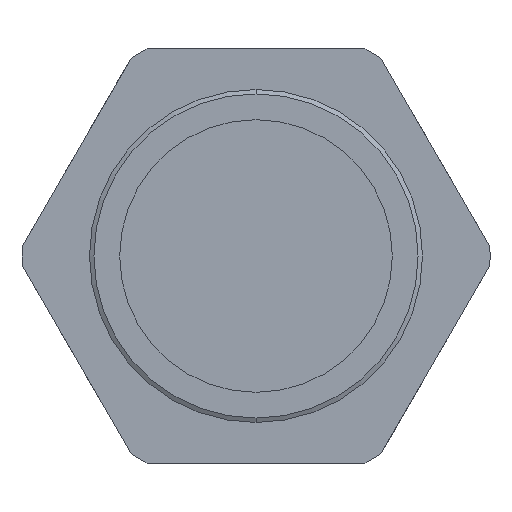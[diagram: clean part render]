
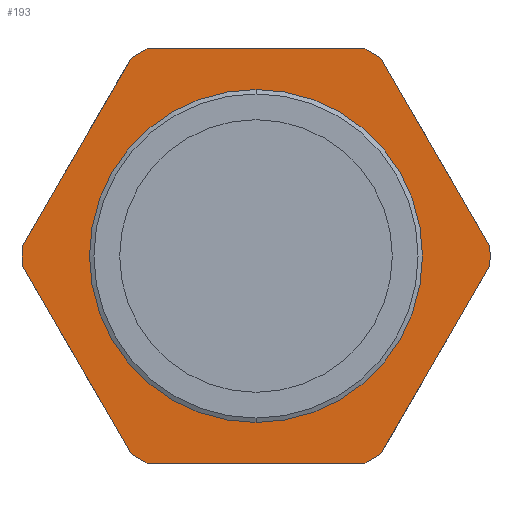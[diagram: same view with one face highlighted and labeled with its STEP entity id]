
A CAD part, front view. The second image highlights one B-rep face of the part: STEP entity #193.
In plain terms, the highlighted planar face has unit normal (0, -1, 0).
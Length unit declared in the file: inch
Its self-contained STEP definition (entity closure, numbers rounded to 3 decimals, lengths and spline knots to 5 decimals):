
#151 = EDGE_CURVE ( 'NONE', #183, #449, #1038, .T. ) ;
#164 = EDGE_CURVE ( 'NONE', #512, #351, #1081, .T. ) ;
#178 = EDGE_LOOP ( 'NONE', ( #478, #481, #477, #479, #480, #550, #551, #472, #473, #474, #475, #476 ) ) ;
#180 = EDGE_CURVE ( 'NONE', #437, #258, #1098, .T. ) ;
#182 = ORIENTED_EDGE ( 'NONE', *, *, #220, .F. ) ;
#183 = VERTEX_POINT ( 'NONE', #1086 ) ;
#193 = ADVANCED_FACE ( 'NONE', ( #1136, #1135 ), #1134, .F. ) ;
#194 = ORIENTED_EDGE ( 'NONE', *, *, #255, .F. ) ;
#195 = EDGE_CURVE ( 'NONE', #394, #469, #1129, .T. ) ;
#196 = EDGE_LOOP ( 'NONE', ( #194, #182 ) ) ;
#197 = EDGE_CURVE ( 'NONE', #446, #463, #1125, .T. ) ;
#220 = EDGE_CURVE ( 'NONE', #250, #252, #1228, .T. ) ;
#223 = EDGE_CURVE ( 'NONE', #432, #457, #1229, .T. ) ;
#250 = VERTEX_POINT ( 'NONE', #1233 ) ;
#252 = VERTEX_POINT ( 'NONE', #1284 ) ;
#255 = EDGE_CURVE ( 'NONE', #252, #250, #1278, .T. ) ;
#258 = VERTEX_POINT ( 'NONE', #1273 ) ;
#262 = EDGE_CURVE ( 'NONE', #183, #258, #1270, .T. ) ;
#351 = VERTEX_POINT ( 'NONE', #1446 ) ;
#393 = EDGE_CURVE ( 'NONE', #394, #351, #1564, .T. ) ;
#394 = VERTEX_POINT ( 'NONE', #1559 ) ;
#431 = EDGE_CURVE ( 'NONE', #432, #449, #1614, .T. ) ;
#432 = VERTEX_POINT ( 'NONE', #1605 ) ;
#437 = VERTEX_POINT ( 'NONE', #1658 ) ;
#445 = EDGE_CURVE ( 'NONE', #446, #457, #1639, .T. ) ;
#446 = VERTEX_POINT ( 'NONE', #1699 ) ;
#449 = VERTEX_POINT ( 'NONE', #1694 ) ;
#457 = VERTEX_POINT ( 'NONE', #1678 ) ;
#463 = VERTEX_POINT ( 'NONE', #1669 ) ;
#466 = EDGE_CURVE ( 'NONE', #437, #469, #1730, .T. ) ;
#469 = VERTEX_POINT ( 'NONE', #1720 ) ;
#472 = ORIENTED_EDGE ( 'NONE', *, *, #431, .T. ) ;
#473 = ORIENTED_EDGE ( 'NONE', *, *, #151, .F. ) ;
#474 = ORIENTED_EDGE ( 'NONE', *, *, #262, .T. ) ;
#475 = ORIENTED_EDGE ( 'NONE', *, *, #180, .F. ) ;
#476 = ORIENTED_EDGE ( 'NONE', *, *, #466, .T. ) ;
#477 = ORIENTED_EDGE ( 'NONE', *, *, #164, .F. ) ;
#478 = ORIENTED_EDGE ( 'NONE', *, *, #195, .F. ) ;
#479 = ORIENTED_EDGE ( 'NONE', *, *, #507, .T. ) ;
#480 = ORIENTED_EDGE ( 'NONE', *, *, #197, .F. ) ;
#481 = ORIENTED_EDGE ( 'NONE', *, *, #393, .T. ) ;
#507 = EDGE_CURVE ( 'NONE', #512, #463, #1740, .T. ) ;
#512 = VERTEX_POINT ( 'NONE', #1792 ) ;
#550 = ORIENTED_EDGE ( 'NONE', *, *, #445, .T. ) ;
#551 = ORIENTED_EDGE ( 'NONE', *, *, #223, .F. ) ;
#1035 = DIRECTION ( 'NONE',  ( -0.5, 0., 0.866 ) ) ;
#1036 = VECTOR ( 'NONE', #1035, 39.37008 ) ;
#1037 = CARTESIAN_POINT ( 'NONE',  ( -0.85465, 0.31, -0.1297 ) ) ;
#1038 = LINE ( 'NONE', #1037, #1036 ) ;
#1070 = DIRECTION ( 'NONE',  ( 0.5, 0., -0.866 ) ) ;
#1071 = VECTOR ( 'NONE', #1070, 39.37008 ) ;
#1080 = CARTESIAN_POINT ( 'NONE',  ( 0.53965, 0.31, 0.6753 ) ) ;
#1081 = LINE ( 'NONE', #1080, #1071 ) ;
#1086 = CARTESIAN_POINT ( 'NONE',  ( -0.48535, 0.31, -0.76935 ) ) ;
#1087 = VECTOR ( 'NONE', #1096, 39.37008 ) ;
#1096 = DIRECTION ( 'NONE',  ( -1., 0., 0. ) ) ;
#1097 = CARTESIAN_POINT ( 'NONE',  ( -0.63, 0.31, -0.805 ) ) ;
#1098 = LINE ( 'NONE', #1097, #1087 ) ;
#1122 = DIRECTION ( 'NONE',  ( 1., 0., 0. ) ) ;
#1123 = VECTOR ( 'NONE', #1122, 39.37008 ) ;
#1124 = CARTESIAN_POINT ( 'NONE',  ( -0.63, 0.31, 0.805 ) ) ;
#1125 = LINE ( 'NONE', #1124, #1123 ) ;
#1126 = DIRECTION ( 'NONE',  ( -0.5, 0., -0.866 ) ) ;
#1127 = VECTOR ( 'NONE', #1126, 39.37008 ) ;
#1128 = CARTESIAN_POINT ( 'NONE',  ( 0.53965, 0.31, -0.6753 ) ) ;
#1129 = LINE ( 'NONE', #1128, #1127 ) ;
#1130 = DIRECTION ( 'NONE',  ( 0., 0., 1. ) ) ;
#1131 = DIRECTION ( 'NONE',  ( 0., 1., 0. ) ) ;
#1132 = CARTESIAN_POINT ( 'NONE',  ( -0.63, 0.31, 0. ) ) ;
#1133 = AXIS2_PLACEMENT_3D ( 'NONE', #1132, #1131, #1130 ) ;
#1134 = PLANE ( 'NONE',  #1133 ) ;
#1135 = FACE_OUTER_BOUND ( 'NONE', #178, .T. ) ;
#1136 = FACE_BOUND ( 'NONE', #196, .T. ) ;
#1216 = DIRECTION ( 'NONE',  ( 0.5, 0., 0.866 ) ) ;
#1217 = VECTOR ( 'NONE', #1216, 39.37008 ) ;
#1218 = CARTESIAN_POINT ( 'NONE',  ( -0.85465, 0.31, 0.1297 ) ) ;
#1219 = DIRECTION ( 'NONE',  ( 0., 0., -1. ) ) ;
#1220 = DIRECTION ( 'NONE',  ( 0., -1., 0. ) ) ;
#1221 = CARTESIAN_POINT ( 'NONE',  ( 0., 0.31, 0. ) ) ;
#1222 = AXIS2_PLACEMENT_3D ( 'NONE', #1221, #1220, #1219 ) ;
#1228 = CIRCLE ( 'NONE', #1222, 0.63 ) ;
#1229 = LINE ( 'NONE', #1218, #1217 ) ;
#1233 = CARTESIAN_POINT ( 'NONE',  ( 0., 0.31, 0.63 ) ) ;
#1270 = CIRCLE ( 'NONE', #1317, 0.90965 ) ;
#1273 = CARTESIAN_POINT ( 'NONE',  ( -0.4236, 0.31, -0.805 ) ) ;
#1274 = DIRECTION ( 'NONE',  ( 0., 0., -1. ) ) ;
#1275 = DIRECTION ( 'NONE',  ( 0., -1., 0. ) ) ;
#1276 = CARTESIAN_POINT ( 'NONE',  ( 0., 0.31, 0. ) ) ;
#1277 = AXIS2_PLACEMENT_3D ( 'NONE', #1276, #1275, #1274 ) ;
#1278 = CIRCLE ( 'NONE', #1277, 0.63 ) ;
#1284 = CARTESIAN_POINT ( 'NONE',  ( 0., 0.31, -0.63 ) ) ;
#1305 = DIRECTION ( 'NONE',  ( 0., 0., -1. ) ) ;
#1306 = DIRECTION ( 'NONE',  ( 0., -1., 0. ) ) ;
#1316 = CARTESIAN_POINT ( 'NONE',  ( 0., 0.31, 0. ) ) ;
#1317 = AXIS2_PLACEMENT_3D ( 'NONE', #1316, #1306, #1305 ) ;
#1446 = CARTESIAN_POINT ( 'NONE',  ( 0.90895, 0.31, 0.03565 ) ) ;
#1559 = CARTESIAN_POINT ( 'NONE',  ( 0.90895, 0.31, -0.03565 ) ) ;
#1560 = DIRECTION ( 'NONE',  ( 0., 0., -1. ) ) ;
#1561 = DIRECTION ( 'NONE',  ( 0., -1., 0. ) ) ;
#1562 = CARTESIAN_POINT ( 'NONE',  ( 0., 0.31, 0. ) ) ;
#1563 = AXIS2_PLACEMENT_3D ( 'NONE', #1562, #1561, #1560 ) ;
#1564 = CIRCLE ( 'NONE', #1563, 0.90965 ) ;
#1605 = CARTESIAN_POINT ( 'NONE',  ( -0.90895, 0.31, 0.03565 ) ) ;
#1606 = DIRECTION ( 'NONE',  ( 0., 0., -1. ) ) ;
#1607 = DIRECTION ( 'NONE',  ( 0., -1., 0. ) ) ;
#1608 = CARTESIAN_POINT ( 'NONE',  ( 0., 0.31, 0. ) ) ;
#1609 = AXIS2_PLACEMENT_3D ( 'NONE', #1608, #1607, #1606 ) ;
#1614 = CIRCLE ( 'NONE', #1609, 0.90965 ) ;
#1636 = DIRECTION ( 'NONE',  ( 0., -1., 0. ) ) ;
#1637 = CARTESIAN_POINT ( 'NONE',  ( 0., 0.31, 0. ) ) ;
#1638 = AXIS2_PLACEMENT_3D ( 'NONE', #1637, #1636, #1700 ) ;
#1639 = CIRCLE ( 'NONE', #1638, 0.90965 ) ;
#1658 = CARTESIAN_POINT ( 'NONE',  ( 0.4236, 0.31, -0.805 ) ) ;
#1669 = CARTESIAN_POINT ( 'NONE',  ( 0.4236, 0.31, 0.805 ) ) ;
#1678 = CARTESIAN_POINT ( 'NONE',  ( -0.48535, 0.31, 0.76935 ) ) ;
#1694 = CARTESIAN_POINT ( 'NONE',  ( -0.90895, 0.31, -0.03565 ) ) ;
#1699 = CARTESIAN_POINT ( 'NONE',  ( -0.4236, 0.31, 0.805 ) ) ;
#1700 = DIRECTION ( 'NONE',  ( 0., 0., -1. ) ) ;
#1720 = CARTESIAN_POINT ( 'NONE',  ( 0.48535, 0.31, -0.76935 ) ) ;
#1726 = DIRECTION ( 'NONE',  ( 0., 0., -1. ) ) ;
#1727 = DIRECTION ( 'NONE',  ( 0., -1., 0. ) ) ;
#1728 = CARTESIAN_POINT ( 'NONE',  ( 0., 0.31, 0. ) ) ;
#1729 = AXIS2_PLACEMENT_3D ( 'NONE', #1728, #1727, #1726 ) ;
#1730 = CIRCLE ( 'NONE', #1729, 0.90965 ) ;
#1732 = DIRECTION ( 'NONE',  ( 0., 0., -1. ) ) ;
#1733 = DIRECTION ( 'NONE',  ( 0., -1., 0. ) ) ;
#1734 = CARTESIAN_POINT ( 'NONE',  ( 0., 0.31, 0. ) ) ;
#1735 = AXIS2_PLACEMENT_3D ( 'NONE', #1734, #1733, #1732 ) ;
#1740 = CIRCLE ( 'NONE', #1735, 0.90965 ) ;
#1792 = CARTESIAN_POINT ( 'NONE',  ( 0.48535, 0.31, 0.76935 ) ) ;
